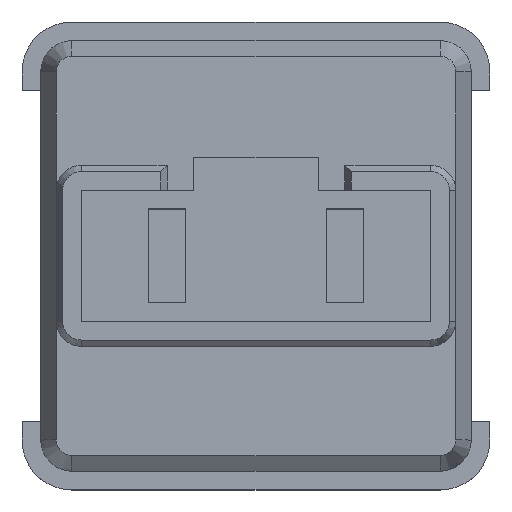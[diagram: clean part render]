
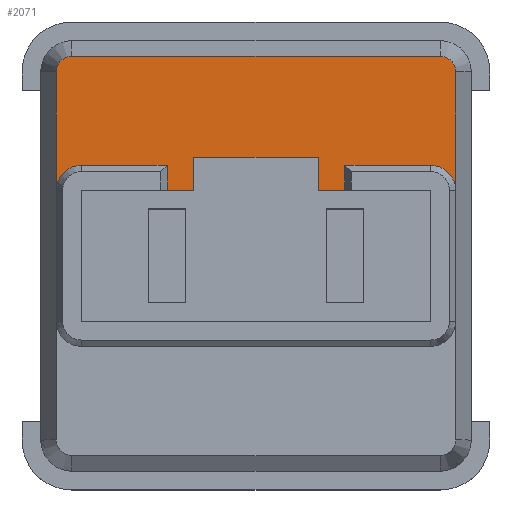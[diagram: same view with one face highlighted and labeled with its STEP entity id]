
A CAD part, top view. The second image highlights one B-rep face of the part: STEP entity #2071.
In plain terms, the highlighted planar face has unit normal (0, 0, 1).
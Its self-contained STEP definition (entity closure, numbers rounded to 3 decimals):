
#80=CIRCLE('',#2235,0.5);
#85=CIRCLE('',#2244,0.8);
#86=CIRCLE('',#2245,0.5);
#87=CIRCLE('',#2246,0.8);
#180=FACE_OUTER_BOUND('',#298,.T.);
#298=EDGE_LOOP('',(#1616,#1617,#1618,#1619,#1620,#1621,#1622,#1623,#1624,
#1625,#1626,#1627,#1628,#1629,#1630,#1631));
#463=LINE('',#3169,#689);
#488=LINE('',#3245,#714);
#489=LINE('',#3247,#715);
#490=LINE('',#3249,#716);
#491=LINE('',#3253,#717);
#492=LINE('',#3256,#718);
#493=LINE('',#3260,#719);
#494=LINE('',#3262,#720);
#495=LINE('',#3264,#721);
#496=LINE('',#3266,#722);
#497=LINE('',#3268,#723);
#498=LINE('',#3269,#724);
#689=VECTOR('',#2591,1.);
#714=VECTOR('',#2680,1.);
#715=VECTOR('',#2681,1.);
#716=VECTOR('',#2682,1.);
#717=VECTOR('',#2685,1.);
#718=VECTOR('',#2688,1.);
#719=VECTOR('',#2691,1.);
#720=VECTOR('',#2692,1.);
#721=VECTOR('',#2693,1.);
#722=VECTOR('',#2694,1.);
#723=VECTOR('',#2695,1.);
#724=VECTOR('',#2696,1.);
#898=VERTEX_POINT('',#3166);
#899=VERTEX_POINT('',#3168);
#908=VERTEX_POINT('',#3217);
#917=VERTEX_POINT('',#3243);
#918=VERTEX_POINT('',#3244);
#919=VERTEX_POINT('',#3246);
#920=VERTEX_POINT('',#3248);
#921=VERTEX_POINT('',#3250);
#922=VERTEX_POINT('',#3252);
#923=VERTEX_POINT('',#3254);
#924=VERTEX_POINT('',#3257);
#925=VERTEX_POINT('',#3259);
#926=VERTEX_POINT('',#3261);
#927=VERTEX_POINT('',#3263);
#928=VERTEX_POINT('',#3265);
#929=VERTEX_POINT('',#3267);
#1127=EDGE_CURVE('',#898,#899,#463,.T.);
#1150=EDGE_CURVE('',#899,#908,#80,.T.);
#1163=EDGE_CURVE('',#917,#918,#488,.T.);
#1164=EDGE_CURVE('',#918,#919,#489,.T.);
#1165=EDGE_CURVE('',#919,#920,#490,.T.);
#1166=EDGE_CURVE('',#920,#921,#85,.T.);
#1167=EDGE_CURVE('',#922,#921,#491,.T.);
#1168=EDGE_CURVE('',#923,#922,#86,.T.);
#1169=EDGE_CURVE('',#908,#923,#492,.T.);
#1170=EDGE_CURVE('',#898,#924,#87,.T.);
#1171=EDGE_CURVE('',#924,#925,#493,.T.);
#1172=EDGE_CURVE('',#925,#926,#494,.T.);
#1173=EDGE_CURVE('',#926,#927,#495,.T.);
#1174=EDGE_CURVE('',#927,#928,#496,.T.);
#1175=EDGE_CURVE('',#928,#929,#497,.T.);
#1176=EDGE_CURVE('',#929,#917,#498,.T.);
#1616=ORIENTED_EDGE('',*,*,#1163,.T.);
#1617=ORIENTED_EDGE('',*,*,#1164,.T.);
#1618=ORIENTED_EDGE('',*,*,#1165,.T.);
#1619=ORIENTED_EDGE('',*,*,#1166,.T.);
#1620=ORIENTED_EDGE('',*,*,#1167,.F.);
#1621=ORIENTED_EDGE('',*,*,#1168,.F.);
#1622=ORIENTED_EDGE('',*,*,#1169,.F.);
#1623=ORIENTED_EDGE('',*,*,#1150,.F.);
#1624=ORIENTED_EDGE('',*,*,#1127,.F.);
#1625=ORIENTED_EDGE('',*,*,#1170,.T.);
#1626=ORIENTED_EDGE('',*,*,#1171,.T.);
#1627=ORIENTED_EDGE('',*,*,#1172,.T.);
#1628=ORIENTED_EDGE('',*,*,#1173,.T.);
#1629=ORIENTED_EDGE('',*,*,#1174,.T.);
#1630=ORIENTED_EDGE('',*,*,#1175,.T.);
#1631=ORIENTED_EDGE('',*,*,#1176,.T.);
#1852=PLANE('',#2243);
#2071=ADVANCED_FACE('',(#180),#1852,.T.);
#2235=AXIS2_PLACEMENT_3D('',#3218,#2654,#2655);
#2243=AXIS2_PLACEMENT_3D('',#3242,#2678,#2679);
#2244=AXIS2_PLACEMENT_3D('',#3251,#2683,#2684);
#2245=AXIS2_PLACEMENT_3D('',#3255,#2686,#2687);
#2246=AXIS2_PLACEMENT_3D('',#3258,#2689,#2690);
#2591=DIRECTION('',(0.,1.,0.));
#2654=DIRECTION('center_axis',(0.,0.,-1.));
#2655=DIRECTION('ref_axis',(0.,1.,0.));
#2678=DIRECTION('center_axis',(0.,0.,1.));
#2679=DIRECTION('ref_axis',(0.,-1.,0.));
#2680=DIRECTION('',(1.,0.,0.));
#2681=DIRECTION('',(0.,1.,0.));
#2682=DIRECTION('',(1.,0.,0.));
#2683=DIRECTION('center_axis',(0.,0.,-1.));
#2684=DIRECTION('ref_axis',(1.,0.,0.));
#2685=DIRECTION('',(0.,-1.,0.));
#2686=DIRECTION('center_axis',(0.,0.,-1.));
#2687=DIRECTION('ref_axis',(1.,0.,0.));
#2688=DIRECTION('',(1.,0.,0.));
#2689=DIRECTION('center_axis',(0.,0.,-1.));
#2690=DIRECTION('ref_axis',(0.,1.,0.));
#2691=DIRECTION('',(1.,0.,0.));
#2692=DIRECTION('',(0.,-1.,0.));
#2693=DIRECTION('',(1.,0.,0.));
#2694=DIRECTION('',(0.,1.,0.));
#2695=DIRECTION('',(1.,0.,0.));
#2696=DIRECTION('',(0.,-1.,0.));
#3166=CARTESIAN_POINT('',(-6.4,2.1,5.));
#3168=CARTESIAN_POINT('',(-6.4,5.9,5.));
#3169=CARTESIAN_POINT('',(-6.4,2.95,5.));
#3217=CARTESIAN_POINT('',(-5.9,6.4,5.));
#3218=CARTESIAN_POINT('Origin',(-5.9,5.9,5.));
#3242=CARTESIAN_POINT('Origin',(0.,0.,5.));
#3243=CARTESIAN_POINT('',(2.,2.1,5.));
#3244=CARTESIAN_POINT('',(2.85,2.1,5.));
#3245=CARTESIAN_POINT('',(1.,2.1,5.));
#3246=CARTESIAN_POINT('',(2.85,2.9,5.));
#3247=CARTESIAN_POINT('',(2.85,1.45,5.));
#3248=CARTESIAN_POINT('',(5.6,2.9,5.));
#3249=CARTESIAN_POINT('',(2.8,2.9,5.));
#3250=CARTESIAN_POINT('',(6.4,2.1,5.));
#3251=CARTESIAN_POINT('Origin',(5.6,2.1,5.));
#3252=CARTESIAN_POINT('',(6.4,5.9,5.));
#3253=CARTESIAN_POINT('',(6.4,-2.95,5.));
#3254=CARTESIAN_POINT('',(5.9,6.4,5.));
#3255=CARTESIAN_POINT('Origin',(5.9,5.9,5.));
#3256=CARTESIAN_POINT('',(2.95,6.4,5.));
#3257=CARTESIAN_POINT('',(-5.6,2.9,5.));
#3258=CARTESIAN_POINT('Origin',(-5.6,2.1,5.));
#3259=CARTESIAN_POINT('',(-2.85,2.9,5.));
#3260=CARTESIAN_POINT('',(-1.425,2.9,5.));
#3261=CARTESIAN_POINT('',(-2.85,2.1,5.));
#3262=CARTESIAN_POINT('',(-2.85,1.05,5.));
#3263=CARTESIAN_POINT('',(-2.,2.1,5.));
#3264=CARTESIAN_POINT('',(-2.8,2.1,5.));
#3265=CARTESIAN_POINT('',(-2.,3.15,5.));
#3266=CARTESIAN_POINT('',(-2.,1.05,5.));
#3267=CARTESIAN_POINT('',(2.,3.15,5.));
#3268=CARTESIAN_POINT('',(-1.,3.15,5.));
#3269=CARTESIAN_POINT('',(2.,1.575,5.));
